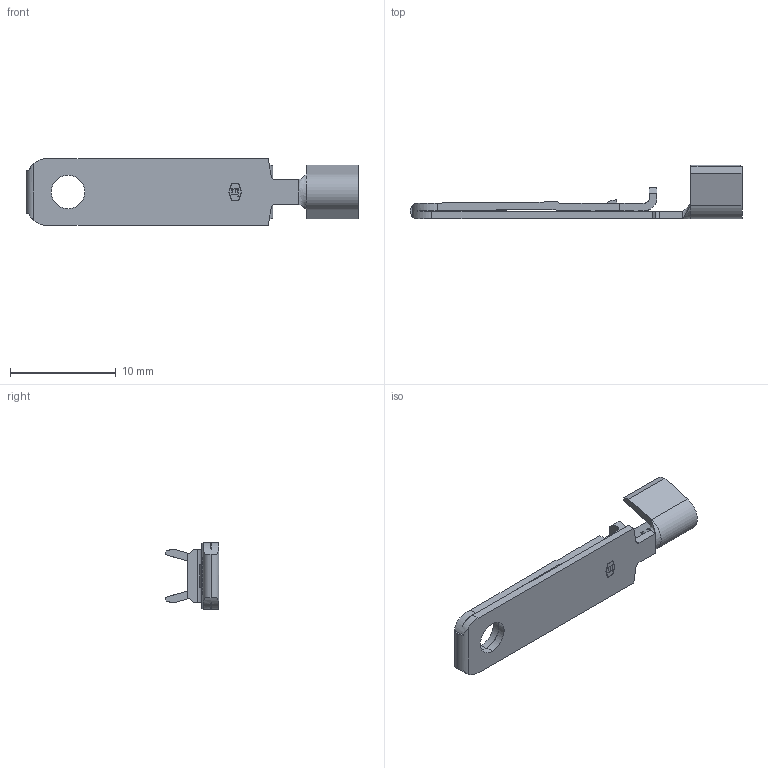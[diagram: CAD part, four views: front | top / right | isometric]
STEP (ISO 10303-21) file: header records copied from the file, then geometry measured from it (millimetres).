
FILE_DESCRIPTION (( 'STEP AP203' ), '1' );
FILE_NAME ('14207.STEP', '2015-02-23T19:32:59', ( '' ), ( '' ), 'SwSTEP 2.0', 'SolidWorks 2014', '' );
FILE_SCHEMA (( 'CONFIG_CONTROL_DESIGN' ));
Length unit declared in the file: inch
Products named in the file (1): 14207
Bounding box: 31.34 x 5.08 x 6.32 mm (x, y, z)
Volume: 233.9 mm3; surface area: 781.9 mm2
Topology: 1 solids, 1 shells, 173 faces, 453 edges, 288 vertices
Faces by surface type: plane 130, cylinder 28, cone 9, bspline 6
Entity records: 5450 total; most frequent: CARTESIAN_POINT 1172, ORIENTED_EDGE 906, DIRECTION 806, EDGE_CURVE 453, VECTOR 376, LINE 376, VERTEX_POINT 288, AXIS2_PLACEMENT_3D 215
